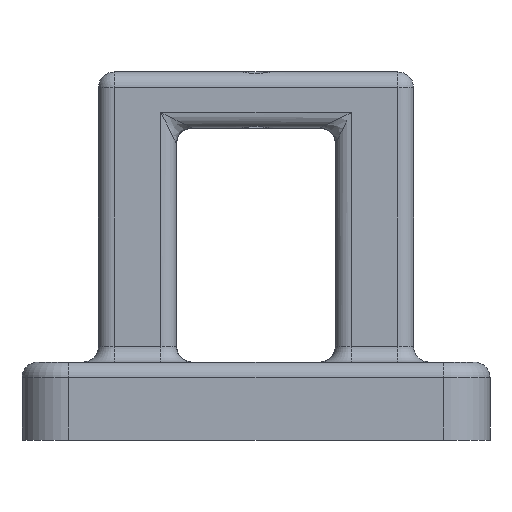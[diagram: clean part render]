
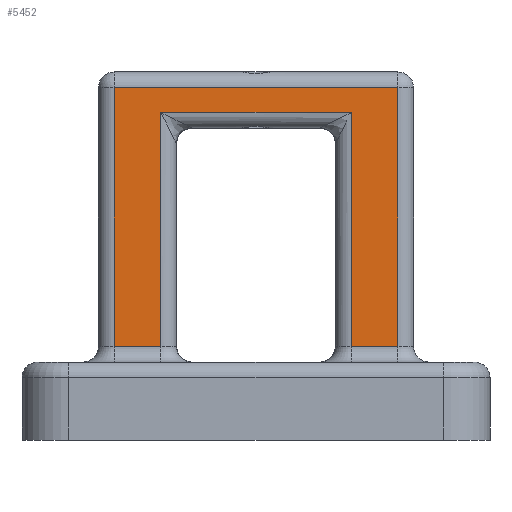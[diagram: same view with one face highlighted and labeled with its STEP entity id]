
A CAD part, front view. The second image highlights one B-rep face of the part: STEP entity #5452.
In plain terms, the highlighted planar face has unit normal (0, -1, 0).
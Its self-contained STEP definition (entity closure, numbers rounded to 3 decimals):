
#128=PLANE('',#6079);
#310=LINE('',#14440,#633);
#315=LINE('',#14528,#638);
#363=LINE('',#15190,#686);
#372=LINE('',#15247,#695);
#374=LINE('',#15256,#697);
#376=LINE('',#15259,#699);
#381=LINE('',#15280,#704);
#385=LINE('',#15286,#708);
#633=VECTOR('',#7062,10.);
#638=VECTOR('',#7083,10.);
#686=VECTOR('',#7369,10.);
#695=VECTOR('',#7430,10.);
#697=VECTOR('',#7442,10.);
#699=VECTOR('',#7446,10.);
#704=VECTOR('',#7457,10.);
#708=VECTOR('',#7465,10.);
#1247=FACE_OUTER_BOUND('',#1606,.T.);
#1606=EDGE_LOOP('',(#4621,#4622,#4623,#4624,#4625,#4626,#4627,#4628));
#2482=VERTEX_POINT('',#14380);
#2492=VERTEX_POINT('',#14439);
#2496=VERTEX_POINT('',#14527);
#2538=VERTEX_POINT('',#15151);
#2547=VERTEX_POINT('',#15185);
#2553=VERTEX_POINT('',#15219);
#2558=VERTEX_POINT('',#15241);
#2559=VERTEX_POINT('',#15250);
#3106=EDGE_CURVE('',#2482,#2492,#310,.T.);
#3117=EDGE_CURVE('',#2492,#2496,#315,.T.);
#3236=EDGE_CURVE('',#2538,#2547,#363,.T.);
#3260=EDGE_CURVE('',#2553,#2558,#372,.T.);
#3265=EDGE_CURVE('',#2558,#2559,#374,.T.);
#3267=EDGE_CURVE('',#2559,#2482,#376,.T.);
#3273=EDGE_CURVE('',#2547,#2553,#381,.T.);
#3277=EDGE_CURVE('',#2496,#2538,#385,.T.);
#4621=ORIENTED_EDGE('',*,*,#3260,.F.);
#4622=ORIENTED_EDGE('',*,*,#3273,.F.);
#4623=ORIENTED_EDGE('',*,*,#3236,.F.);
#4624=ORIENTED_EDGE('',*,*,#3277,.F.);
#4625=ORIENTED_EDGE('',*,*,#3117,.F.);
#4626=ORIENTED_EDGE('',*,*,#3106,.F.);
#4627=ORIENTED_EDGE('',*,*,#3267,.F.);
#4628=ORIENTED_EDGE('',*,*,#3265,.F.);
#5452=ADVANCED_FACE('',(#1247),#128,.T.);
#6079=AXIS2_PLACEMENT_3D('',#15331,#7534,#7535);
#7062=DIRECTION('',(-1.,0.,0.));
#7083=DIRECTION('',(0.,0.,-1.));
#7369=DIRECTION('',(0.,0.,1.));
#7430=DIRECTION('',(0.,0.,-1.));
#7442=DIRECTION('',(-1.,0.,0.));
#7446=DIRECTION('',(0.,0.,1.));
#7457=DIRECTION('',(1.,0.,0.));
#7465=DIRECTION('',(-1.,0.,0.));
#7534=DIRECTION('center_axis',(0.,-1.,0.));
#7535=DIRECTION('ref_axis',(1.,0.,0.));
#14380=CARTESIAN_POINT('',(6.1,-81.,16.));
#14439=CARTESIAN_POINT('',(-6.1,-81.,16.));
#14440=CARTESIAN_POINT('',(-5.05,-81.,16.));
#14527=CARTESIAN_POINT('',(-6.1,-81.,1.));
#14528=CARTESIAN_POINT('',(-6.1,-81.,0.));
#15151=CARTESIAN_POINT('',(-9.1,-81.,1.));
#15185=CARTESIAN_POINT('',(-9.1,-81.,17.6));
#15190=CARTESIAN_POINT('',(-9.1,-81.,0.));
#15219=CARTESIAN_POINT('',(9.1,-81.,17.6));
#15241=CARTESIAN_POINT('',(9.1,-81.,1.));
#15247=CARTESIAN_POINT('',(9.1,-81.,0.));
#15250=CARTESIAN_POINT('',(6.1,-81.,1.));
#15256=CARTESIAN_POINT('',(-5.05,-81.,1.));
#15259=CARTESIAN_POINT('',(6.1,-81.,0.));
#15280=CARTESIAN_POINT('',(-1.25,-81.,17.6));
#15286=CARTESIAN_POINT('',(-5.05,-81.,1.));
#15331=CARTESIAN_POINT('Origin',(-10.1,-81.,0.));
